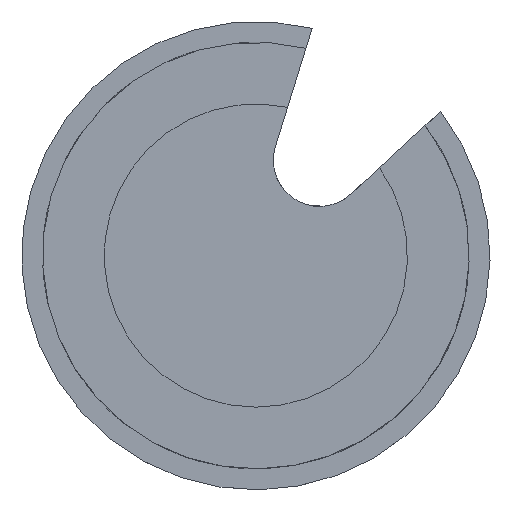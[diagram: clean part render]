
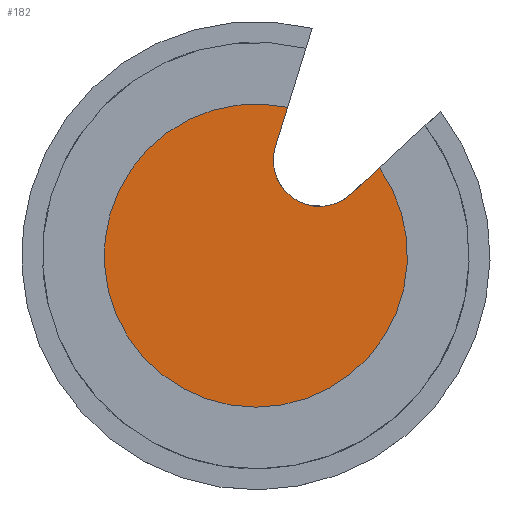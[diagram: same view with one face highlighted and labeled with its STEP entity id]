
A CAD part, top view. The second image highlights one B-rep face of the part: STEP entity #182.
In plain terms, the highlighted planar face has unit normal (0, 0, 1).
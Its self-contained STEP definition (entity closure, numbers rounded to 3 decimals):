
#135=CARTESIAN_POINT('Axis2P3D Location',(0.381,21.971,6.858)) ;
#140=CARTESIAN_POINT('Line Origine',(11.644,7.691,6.858)) ;
#144=CARTESIAN_POINT('Vertex',(10.174,6.333,6.858)) ;
#146=CARTESIAN_POINT('Vertex',(13.114,9.049,6.858)) ;
#149=CARTESIAN_POINT('Axis2P3D Location',(6.942,9.831,6.858)) ;
#153=CARTESIAN_POINT('Vertex',(2.394,11.244,6.858)) ;
#156=CARTESIAN_POINT('Line Origine',(3.021,13.26,6.858)) ;
#160=CARTESIAN_POINT('Vertex',(3.647,15.276,6.858)) ;
#163=CARTESIAN_POINT('Axis2P3D Location',(0.381,0.,6.858)) ;
#167=CARTESIAN_POINT('Vertex',(-7.108,-13.709,6.858)) ;
#170=CARTESIAN_POINT('Axis2P3D Location',(0.381,0.,6.858)) ;
#142=VECTOR('Line Direction',#141,1.) ;
#158=VECTOR('Line Direction',#157,1.) ;
#136=DIRECTION('Axis2P3D Direction',(0.,0.,-1.)) ;
#137=DIRECTION('Axis2P3D XDirection',(1.,0.,0.)) ;
#141=DIRECTION('Vector Direction',(-0.734,-0.679,0.)) ;
#150=DIRECTION('Axis2P3D Direction',(0.,0.,-1.)) ;
#157=DIRECTION('Vector Direction',(0.297,0.955,0.)) ;
#164=DIRECTION('Axis2P3D Direction',(0.,0.,-1.)) ;
#171=DIRECTION('Axis2P3D Direction',(0.,0.,-1.)) ;
#138=AXIS2_PLACEMENT_3D('Plane Axis2P3D',#135,#136,#137) ;
#151=AXIS2_PLACEMENT_3D('Circle Axis2P3D',#149,#150,$) ;
#165=AXIS2_PLACEMENT_3D('Circle Axis2P3D',#163,#164,$) ;
#172=AXIS2_PLACEMENT_3D('Circle Axis2P3D',#170,#171,$) ;
#143=LINE('Line',#140,#142) ;
#159=LINE('Line',#156,#158) ;
#152=CIRCLE('generated circle',#151,4.763) ;
#166=CIRCLE('generated circle',#165,15.621) ;
#173=CIRCLE('generated circle',#172,15.621) ;
#139=PLANE('',#138) ;
#148=EDGE_CURVE('',#145,#147,#143,.F.) ;
#155=EDGE_CURVE('',#154,#145,#152,.F.) ;
#162=EDGE_CURVE('',#161,#154,#159,.F.) ;
#169=EDGE_CURVE('',#168,#161,#166,.T.) ;
#174=EDGE_CURVE('',#147,#168,#173,.T.) ;
#176=ORIENTED_EDGE('',*,*,#148,.F.) ;
#177=ORIENTED_EDGE('',*,*,#155,.F.) ;
#178=ORIENTED_EDGE('',*,*,#162,.F.) ;
#179=ORIENTED_EDGE('',*,*,#169,.F.) ;
#180=ORIENTED_EDGE('',*,*,#174,.F.) ;
#175=EDGE_LOOP('',(#176,#177,#178,#179,#180)) ;
#145=VERTEX_POINT('',#144) ;
#147=VERTEX_POINT('',#146) ;
#154=VERTEX_POINT('',#153) ;
#161=VERTEX_POINT('',#160) ;
#168=VERTEX_POINT('',#167) ;
#182=ADVANCED_FACE('PartBody',(#181),#139,.F.) ;
#181=FACE_OUTER_BOUND('',#175,.T.) ;
